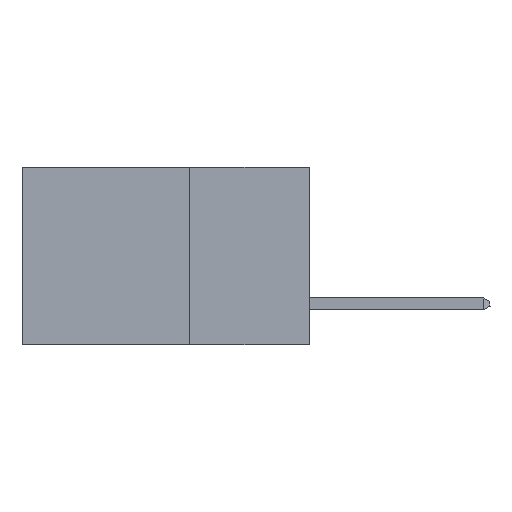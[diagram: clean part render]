
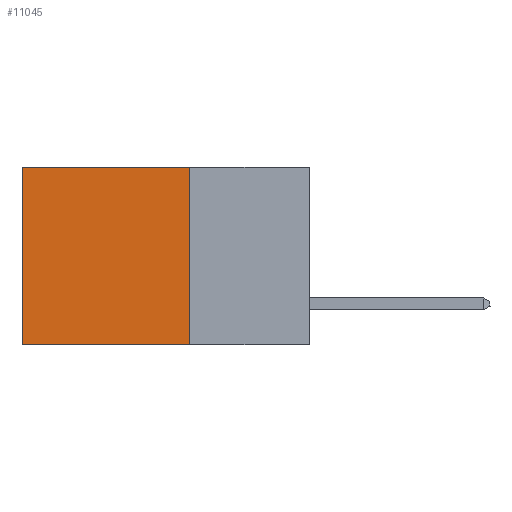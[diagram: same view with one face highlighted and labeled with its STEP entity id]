
A CAD part, left-side view. The second image highlights one B-rep face of the part: STEP entity #11045.
In plain terms, the highlighted planar face has unit normal (-1, 0, 0).
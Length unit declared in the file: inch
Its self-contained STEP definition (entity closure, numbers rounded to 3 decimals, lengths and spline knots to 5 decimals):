
#31 = VERTEX_POINT ( 'NONE', #22238 ) ;
#167 = LINE ( 'NONE', #11197, #5463 ) ;
#953 = DIRECTION ( 'NONE',  ( 0., 0., -1. ) ) ;
#3420 = DIRECTION ( 'NONE',  ( 0., 0., -1. ) ) ;
#5463 = VECTOR ( 'NONE', #13209, 39.37008 ) ;
#5522 = VECTOR ( 'NONE', #19263, 39.37008 ) ;
#6896 = DIRECTION ( 'NONE',  ( 1., 0., 0. ) ) ;
#7021 = VERTEX_POINT ( 'NONE', #21754 ) ;
#7323 = DIRECTION ( 'NONE',  ( 0., 1., 0. ) ) ;
#9575 = VERTEX_POINT ( 'NONE', #26352 ) ;
#9629 = EDGE_CURVE ( 'NONE', #9575, #7021, #167, .T. ) ;
#9844 = VERTEX_POINT ( 'NONE', #11831 ) ;
#10863 = VECTOR ( 'NONE', #7323, 39.37008 ) ;
#11045 = ADVANCED_FACE ( 'NONE', ( #14433 ), #23980, .F. ) ;
#11197 = CARTESIAN_POINT ( 'NONE',  ( 0.2875, 0.25, 0. ) ) ;
#11831 = CARTESIAN_POINT ( 'NONE',  ( 0.2875, 0.6, 0. ) ) ;
#12486 = LINE ( 'NONE', #15221, #10863 ) ;
#13209 = DIRECTION ( 'NONE',  ( 0., 0., -1. ) ) ;
#14433 = FACE_OUTER_BOUND ( 'NONE', #24674, .T. ) ;
#15221 = CARTESIAN_POINT ( 'NONE',  ( 0.2875, 0.25, -0.37 ) ) ;
#15427 = CARTESIAN_POINT ( 'NONE',  ( 0.2875, 0.25, 0. ) ) ;
#15489 = CARTESIAN_POINT ( 'NONE',  ( 0.2875, 0.25, 0. ) ) ;
#15638 = ORIENTED_EDGE ( 'NONE', *, *, #9629, .F. ) ;
#16394 = AXIS2_PLACEMENT_3D ( 'NONE', #15427, #6896, #953 ) ;
#16415 = ORIENTED_EDGE ( 'NONE', *, *, #24061, .T. ) ;
#18016 = ORIENTED_EDGE ( 'NONE', *, *, #22203, .F. ) ;
#18071 = CARTESIAN_POINT ( 'NONE',  ( 0.2875, 0.6, 0. ) ) ;
#18334 = VECTOR ( 'NONE', #3420, 39.37008 ) ;
#19263 = DIRECTION ( 'NONE',  ( 0., 1., 0. ) ) ;
#21754 = CARTESIAN_POINT ( 'NONE',  ( 0.2875, 0.25, -0.37 ) ) ;
#22203 = EDGE_CURVE ( 'NONE', #7021, #31, #12486, .T. ) ;
#22238 = CARTESIAN_POINT ( 'NONE',  ( 0.2875, 0.6, -0.37 ) ) ;
#22305 = LINE ( 'NONE', #15489, #5522 ) ;
#22584 = ORIENTED_EDGE ( 'NONE', *, *, #24317, .T. ) ;
#22637 = LINE ( 'NONE', #18071, #18334 ) ;
#23980 = PLANE ( 'NONE',  #16394 ) ;
#24061 = EDGE_CURVE ( 'NONE', #9575, #9844, #22305, .T. ) ;
#24317 = EDGE_CURVE ( 'NONE', #9844, #31, #22637, .T. ) ;
#24674 = EDGE_LOOP ( 'NONE', ( #22584, #18016, #15638, #16415 ) ) ;
#26352 = CARTESIAN_POINT ( 'NONE',  ( 0.2875, 0.25, 0. ) ) ;
